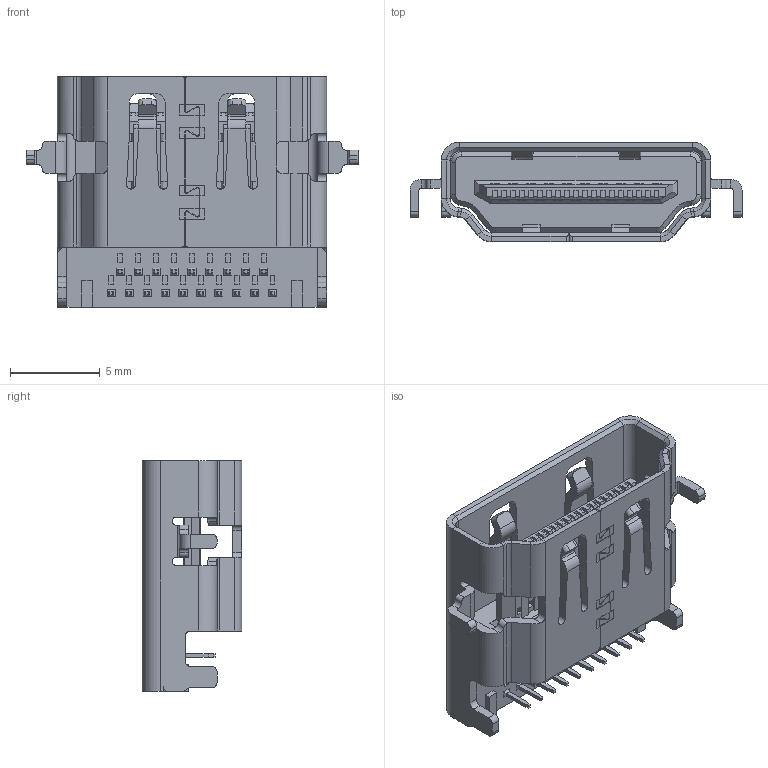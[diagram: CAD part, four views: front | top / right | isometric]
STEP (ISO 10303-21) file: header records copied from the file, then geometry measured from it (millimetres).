
FILE_DESCRIPTION((''),'2;1');
FILE_NAME('30284-019XX-XXX_REV-1','2022-05-23T',('t01036'),(''),'PRO/ENGINEER BY PARAMETRIC TECHNOLOGY CORPORATION, 2013050','PRO/ENGINEER BY PARAMETRIC TECHNOLOGY CORPORATION, 2013050','');
FILE_SCHEMA(('CONFIG_CONTROL_DESIGN'));
Length unit declared in the file: millimetre
Products named in the file (1): 30284-019XX-XXX_REV-1
Bounding box: 18.5 x 5.56 x 12.87 mm (x, y, z)
Volume: 438.8 mm3; surface area: 1460 mm2
Topology: 1 solids, 1 shells, 1516 faces, 4284 edges, 2804 vertices
Faces by surface type: plane 1293, cylinder 197, cone 22, bspline 4
Entity records: 48654 total; most frequent: CARTESIAN_POINT 9140, ORIENTED_EDGE 8568, DIRECTION 7608, EDGE_CURVE 4284, VECTOR 3816, LINE 3816, VERTEX_POINT 2804, AXIS2_PLACEMENT_3D 1896
